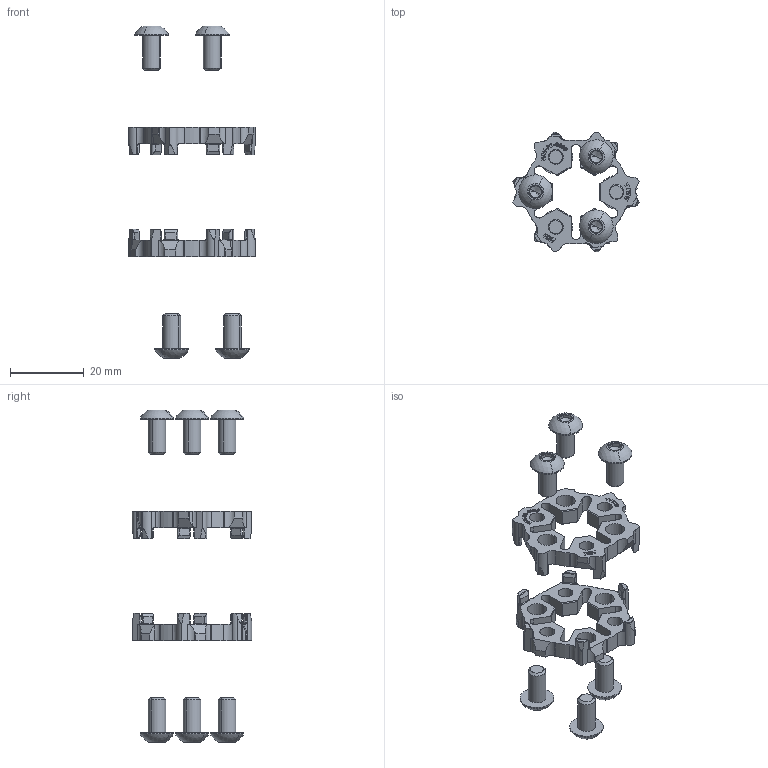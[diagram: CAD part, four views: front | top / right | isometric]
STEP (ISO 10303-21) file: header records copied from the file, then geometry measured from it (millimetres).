
FILE_DESCRIPTION (( 'STEP AP203' ), '1' );
FILE_NAME ('REV-21-6530_RevD.STEP', '2025-10-17T15:03:50', ( '' ), ( '' ), 'SwSTEP 2.0', 'SolidWorks 2022', '' );
FILE_SCHEMA (( 'CONFIG_CONTROL_DESIGN' ));
Length unit declared in the file: millimetre
Products named in the file (3): #10 Button Head Cap Screws_0.375 Long; REV-21-6530_RevD; REV-21-6530-P01_solid threads
Assembly tree (8 placements, depth 2):
  REV-21-6530_RevD
    REV-21-6530-P01_solid threads  x2
    #10 Button Head Cap Screws_0.375 Long  x6
Bounding box: 34.35 x 32.55 x 90.27 mm (x, y, z)
Volume: 5462.6 mm3; surface area: 6555.6 mm2
Topology: 8 solids, 8 shells, 1084 faces, 2850 edges, 1826 vertices
Faces by surface type: plane 632, cylinder 188, bspline 130, cone 90, torus 32, sphere 12
Entity records: 19315 total; most frequent: CARTESIAN_POINT 7272, ORIENTED_EDGE 2586, DIRECTION 2131, EDGE_CURVE 1293, VECTOR 867, LINE 867, VERTEX_POINT 843, AXIS2_PLACEMENT_3D 632
